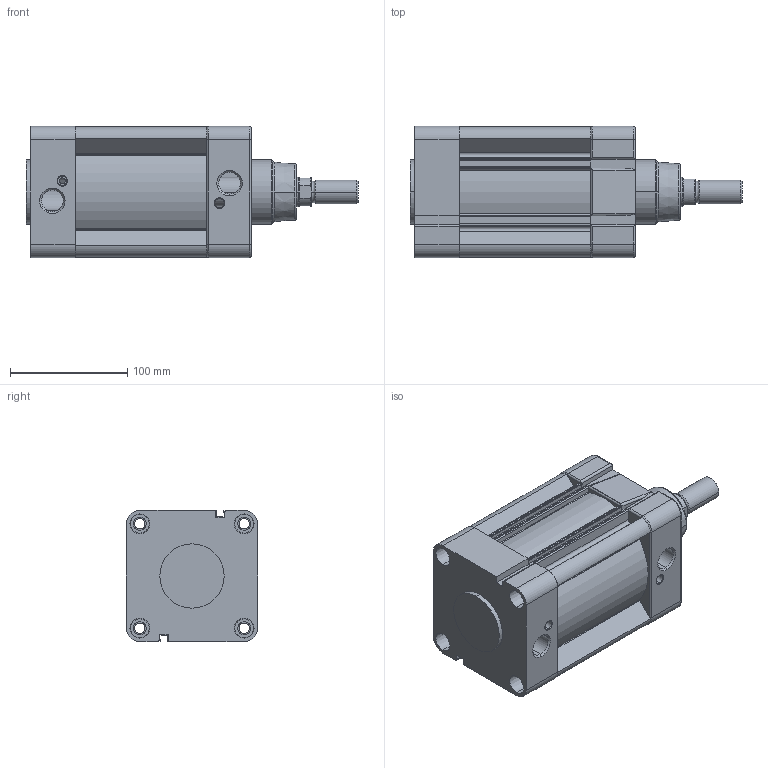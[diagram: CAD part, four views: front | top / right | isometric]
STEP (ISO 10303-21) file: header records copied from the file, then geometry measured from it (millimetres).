
FILE_DESCRIPTION (( 'STEP AP214' ), '1' );
FILE_NAME ('DMCA100-0050.STEP', '2015-05-22T07:22:38', ( '' ), ( '' ), 'SwSTEP 2.0', 'SolidWorks 2015', '' );
FILE_SCHEMA (( 'AUTOMOTIVE_DESIGN' ));
Length unit declared in the file: millimetre
Products named in the file (4): DMCA_100 voorkap met stang; DMCA 100 achterkap; DMCA 100 profile_DMCA100-0050; DMCA100-0050
Assembly tree (3 placements, depth 2):
  DMCA100-0050
    DMCA 100 achterkap
    DMCA_100 voorkap met stang
    DMCA 100 profile_DMCA100-0050
Bounding box: 283 x 112 x 112 mm (x, y, z)
Volume: 239268.7 mm3; surface area: 267151.9 mm2
Topology: 1 solids, 6 shells, 390 faces, 1055 edges, 684 vertices
Faces by surface type: plane 154, cylinder 150, cone 58, bspline 16, torus 8, sphere 4
Entity records: 14588 total; most frequent: CARTESIAN_POINT 3170, DIRECTION 2134, ORIENTED_EDGE 2065, EDGE_CURVE 1051, AXIS2_PLACEMENT_3D 790, VERTEX_POINT 684, LINE 554, VECTOR 554
